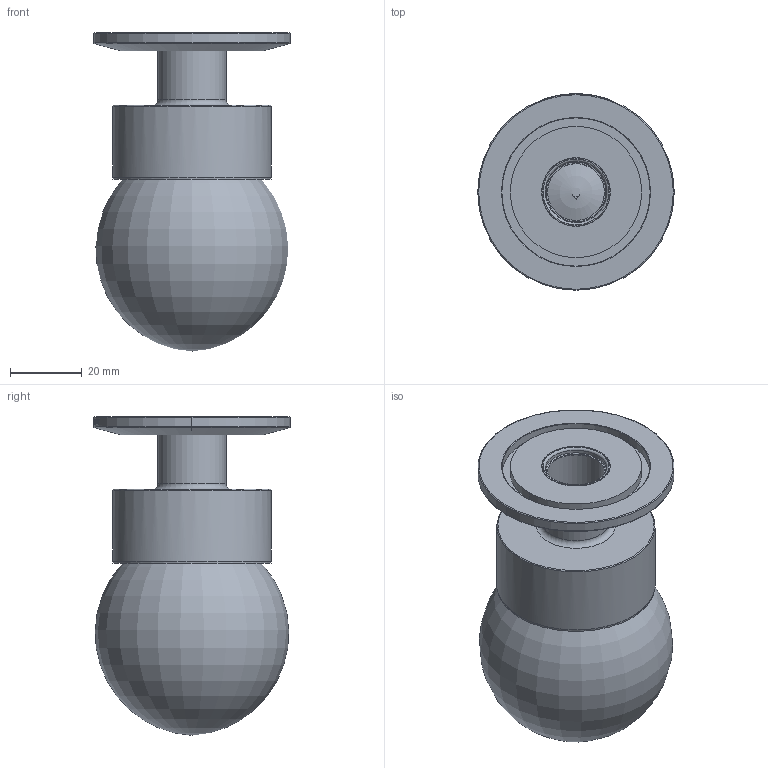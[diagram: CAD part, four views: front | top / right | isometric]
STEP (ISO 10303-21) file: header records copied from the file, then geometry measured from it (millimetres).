
FILE_DESCRIPTION(/* description */ ('Alibre Inc.'),/* implementation_level */ '2;1');
FILE_NAME(/* name */ 'export0',/* time_stamp */ '2009-03-25T14:16:12-07:00',/* author */ (''),/* organization */ (''),/* preprocessor_version */ 'ST-DEVELOPER v10',/* originating_system */ 'Alibre',/* authorisation */ '');
FILE_SCHEMA (('CONFIG_CONTROL_DESIGN'));
Length unit declared in the file: centimetre
Products named in the file (1): ID_1
Bounding box: 54.86 x 54.86 x 89.07 mm (x, y, z)
Volume: 79141.2 mm3; surface area: 26143 mm2
Topology: 2 solids, 2 shells, 349 faces, 918 edges, 609 vertices
Faces by surface type: plane 144, bspline 138, cylinder 49, torus 10, cone 4, sphere 4
Full cylindrical faces by diameter (mm): 15.875 x1, 17.145 x1, 19.025 x1, 19.177 x1, 34.61 x1, 35.789 x1, 35.814 x1, 44.181 x1, 44.196 x1
Entity records: 30744 total; most frequent: CARTESIAN_POINT 23454, ORIENTED_EDGE 1784, DIRECTION 899, EDGE_CURVE 892, VERTEX_POINT 602, B_SPLINE_CURVE_WITH_KNOTS 467, AXIS2_PLACEMENT_3D 425, FACE_BOUND 406
